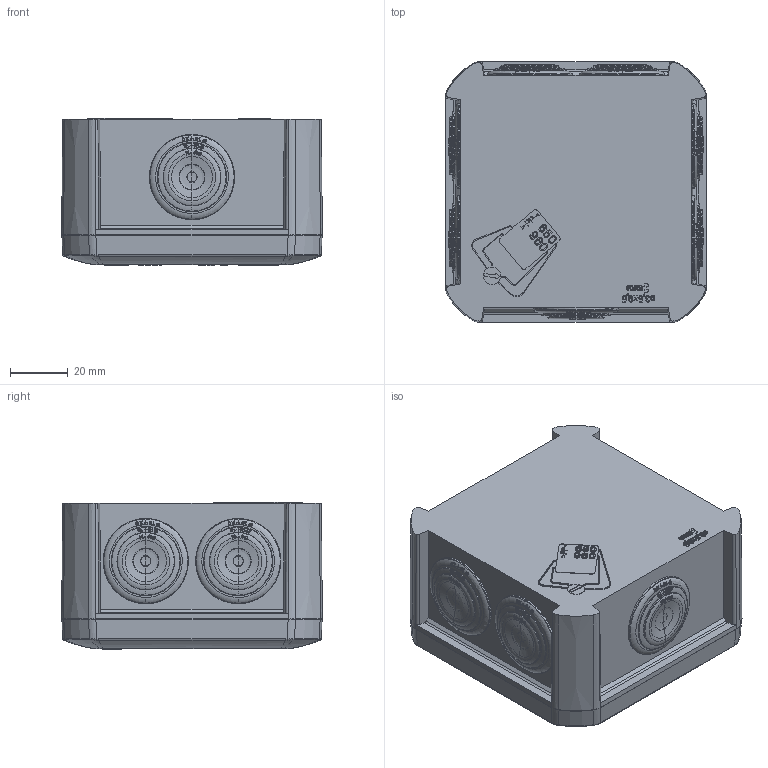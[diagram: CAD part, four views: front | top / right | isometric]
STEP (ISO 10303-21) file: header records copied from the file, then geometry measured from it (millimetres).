
FILE_DESCRIPTION((''),'2;1');
FILE_NAME('2007045','2012-08-15T',('AndreasKeweloh'),(''),'PRO/ENGINEER BY PARAMETRIC TECHNOLOGY CORPORATION, 2012130','PRO/ENGINEER BY PARAMETRIC TECHNOLOGY CORPORATION, 2012130','');
FILE_SCHEMA(('CONFIG_CONTROL_DESIGN'));
Products named in the file (1): 2007045
Bounding box: 90.3 x 90.3 x 51.04 mm (x, y, z)
Surface area: 71823.8 mm2 (no closed solid volume)
Topology: 0 solids, 60 shells, 6602 faces, 20096 edges, 13424 vertices
Faces by surface type: plane 3993, torus 656, extrusion 610, cylinder 602, cone 360, bspline 280, sphere 64, revolution 37
Entity records: 266365 total; most frequent: CARTESIAN_POINT 108236, ORIENTED_EDGE 36243, DIRECTION 24429, EDGE_CURVE 20026, VERTEX_POINT 13424, B_SPLINE_CURVE_WITH_KNOTS 10579, VECTOR 8366, AXIS2_PLACEMENT_3D 8013
